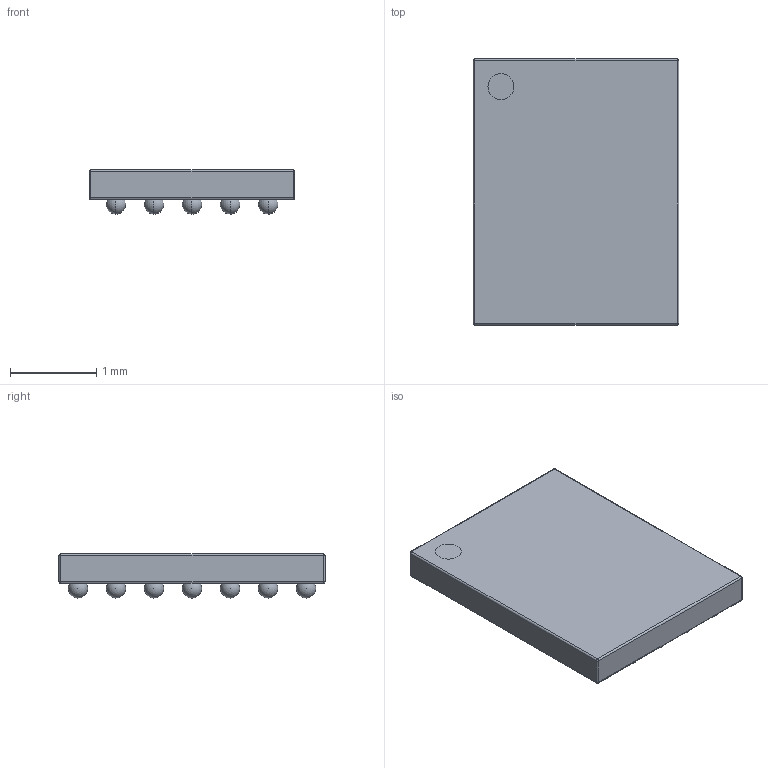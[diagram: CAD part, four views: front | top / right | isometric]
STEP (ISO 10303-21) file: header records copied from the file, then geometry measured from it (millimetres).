
FILE_DESCRIPTION (( 'STEP AP214' ), '1' );
FILE_NAME ('nPM1300-CAAA-R.STEP', '2024-06-24T03:51:48', ( '' ), ( '' ), 'SwSTEP 2.0', 'SolidWorks 2023', '' );
FILE_SCHEMA (( 'AUTOMOTIVE_DESIGN' ));
Length unit declared in the file: millimetre
Products named in the file (1): nPM1300-CAAA-R
Bounding box: 2.38 x 3.08 x 0.51 mm (x, y, z)
Volume: 2.7 mm3; surface area: 23.9 mm2
Topology: 37 solids, 37 shells, 103 faces, 313 edges, 207 vertices
Faces by surface type: sphere 78, cylinder 16, plane 9
Entity records: 3674 total; most frequent: DIRECTION 440, CARTESIAN_POINT 336, ORIENTED_EDGE 260, AXIS2_PLACEMENT_3D 206, UNCERTAINTY_MEASURE_WITH_UNIT 141, PRESENTATION_LAYER_ASSIGNMENT 140, PRESENTATION_STYLE_ASSIGNMENT 140, COLOUR_RGB 140
